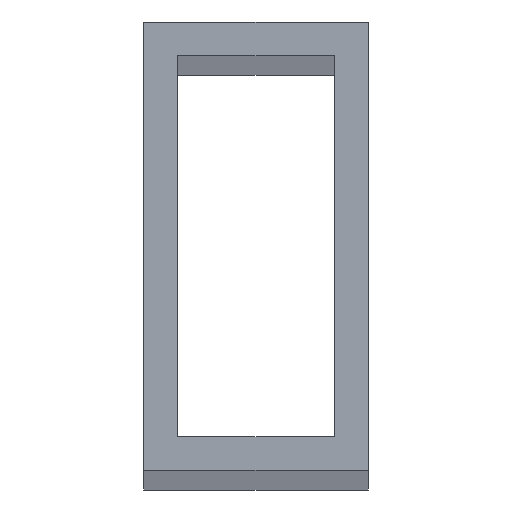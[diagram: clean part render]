
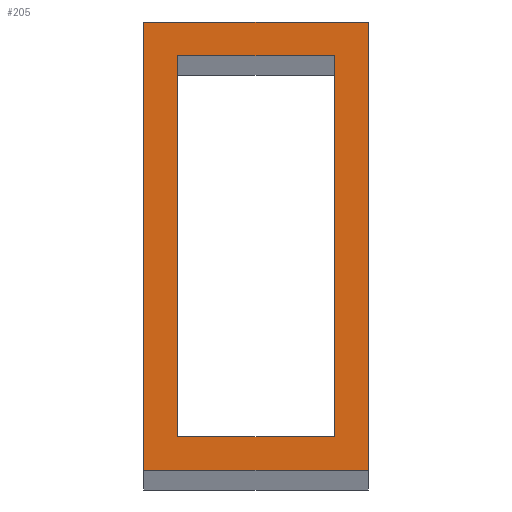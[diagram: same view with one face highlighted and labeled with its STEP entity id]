
A CAD part, top view. The second image highlights one B-rep face of the part: STEP entity #205.
In plain terms, the highlighted planar face has unit normal (0, 0, 1).
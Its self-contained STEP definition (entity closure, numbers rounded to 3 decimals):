
#2 = LINE ( 'NONE', #173, #25 ) ;
#12 = ORIENTED_EDGE ( 'NONE', *, *, #327, .F. ) ;
#17 = EDGE_LOOP ( 'NONE', ( #284, #326, #157, #12 ) ) ;
#25 = VECTOR ( 'NONE', #323, 1000. ) ;
#31 = DIRECTION ( 'NONE',  ( -1., 0., 0. ) ) ;
#36 = CARTESIAN_POINT ( 'NONE',  ( 7., 17., 1000. ) ) ;
#44 = EDGE_CURVE ( 'NONE', #47, #109, #77, .T. ) ;
#45 = VERTEX_POINT ( 'NONE', #91 ) ;
#47 = VERTEX_POINT ( 'NONE', #136 ) ;
#51 = LINE ( 'NONE', #131, #289 ) ;
#58 = VECTOR ( 'NONE', #196, 1000. ) ;
#64 = CARTESIAN_POINT ( 'NONE',  ( -7., 17., 1000. ) ) ;
#72 = ORIENTED_EDGE ( 'NONE', *, *, #152, .T. ) ;
#77 = LINE ( 'NONE', #191, #266 ) ;
#89 = EDGE_CURVE ( 'NONE', #45, #150, #319, .T. ) ;
#91 = CARTESIAN_POINT ( 'NONE',  ( 10., 20., 1000. ) ) ;
#93 = AXIS2_PLACEMENT_3D ( 'NONE', #357, #175, #31 ) ;
#96 = VERTEX_POINT ( 'NONE', #172 ) ;
#109 = VERTEX_POINT ( 'NONE', #298 ) ;
#118 = LINE ( 'NONE', #64, #229 ) ;
#121 = EDGE_CURVE ( 'NONE', #150, #164, #283, .T. ) ;
#126 = CARTESIAN_POINT ( 'NONE',  ( -10., 20., 1000. ) ) ;
#131 = CARTESIAN_POINT ( 'NONE',  ( 10., -20., 1000. ) ) ;
#135 = DIRECTION ( 'NONE',  ( 0., 1., 0. ) ) ;
#136 = CARTESIAN_POINT ( 'NONE',  ( -7., -17., 1000. ) ) ;
#150 = VERTEX_POINT ( 'NONE', #126 ) ;
#152 = EDGE_CURVE ( 'NONE', #164, #156, #2, .T. ) ;
#156 = VERTEX_POINT ( 'NONE', #178 ) ;
#157 = ORIENTED_EDGE ( 'NONE', *, *, #218, .F. ) ;
#162 = LINE ( 'NONE', #305, #224 ) ;
#164 = VERTEX_POINT ( 'NONE', #237 ) ;
#165 = LINE ( 'NONE', #185, #230 ) ;
#172 = CARTESIAN_POINT ( 'NONE',  ( -7., 17., 1000. ) ) ;
#173 = CARTESIAN_POINT ( 'NONE',  ( -10., -20., 1000. ) ) ;
#175 = DIRECTION ( 'NONE',  ( 0., 0., -1. ) ) ;
#178 = CARTESIAN_POINT ( 'NONE',  ( 10., -20., 1000. ) ) ;
#185 = CARTESIAN_POINT ( 'NONE',  ( 7., -17., 1000. ) ) ;
#191 = CARTESIAN_POINT ( 'NONE',  ( -7., -17., 1000. ) ) ;
#193 = VERTEX_POINT ( 'NONE', #36 ) ;
#196 = DIRECTION ( 'NONE',  ( -1., 0., 0. ) ) ;
#199 = VECTOR ( 'NONE', #235, 1000. ) ;
#202 = ORIENTED_EDGE ( 'NONE', *, *, #121, .T. ) ;
#204 = FACE_BOUND ( 'NONE', #17, .T. ) ;
#205 = ADVANCED_FACE ( 'NONE', ( #300, #204 ), #264, .F. ) ;
#217 = DIRECTION ( 'NONE',  ( 0., -1., 0. ) ) ;
#218 = EDGE_CURVE ( 'NONE', #193, #96, #118, .T. ) ;
#224 = VECTOR ( 'NONE', #217, 1000. ) ;
#229 = VECTOR ( 'NONE', #231, 1000. ) ;
#230 = VECTOR ( 'NONE', #135, 1000. ) ;
#231 = DIRECTION ( 'NONE',  ( -1., 0., 0. ) ) ;
#235 = DIRECTION ( 'NONE',  ( 0., -1., 0. ) ) ;
#237 = CARTESIAN_POINT ( 'NONE',  ( -10., -20., 1000. ) ) ;
#240 = CARTESIAN_POINT ( 'NONE',  ( -10., -20., 1000. ) ) ;
#249 = ORIENTED_EDGE ( 'NONE', *, *, #308, .T. ) ;
#262 = EDGE_CURVE ( 'NONE', #96, #47, #162, .T. ) ;
#264 = PLANE ( 'NONE',  #93 ) ;
#266 = VECTOR ( 'NONE', #314, 1000. ) ;
#271 = ORIENTED_EDGE ( 'NONE', *, *, #89, .T. ) ;
#283 = LINE ( 'NONE', #240, #199 ) ;
#284 = ORIENTED_EDGE ( 'NONE', *, *, #44, .F. ) ;
#289 = VECTOR ( 'NONE', #366, 1000. ) ;
#298 = CARTESIAN_POINT ( 'NONE',  ( 7., -17., 1000. ) ) ;
#300 = FACE_OUTER_BOUND ( 'NONE', #363, .T. ) ;
#305 = CARTESIAN_POINT ( 'NONE',  ( -7., -17., 1000. ) ) ;
#308 = EDGE_CURVE ( 'NONE', #156, #45, #51, .T. ) ;
#314 = DIRECTION ( 'NONE',  ( 1., 0., 0. ) ) ;
#319 = LINE ( 'NONE', #349, #58 ) ;
#323 = DIRECTION ( 'NONE',  ( 1., 0., 0. ) ) ;
#326 = ORIENTED_EDGE ( 'NONE', *, *, #262, .F. ) ;
#327 = EDGE_CURVE ( 'NONE', #109, #193, #165, .T. ) ;
#349 = CARTESIAN_POINT ( 'NONE',  ( -10., 20., 1000. ) ) ;
#357 = CARTESIAN_POINT ( 'NONE',  ( 0., 0., 1000. ) ) ;
#363 = EDGE_LOOP ( 'NONE', ( #249, #271, #202, #72 ) ) ;
#366 = DIRECTION ( 'NONE',  ( 0., 1., 0. ) ) ;
